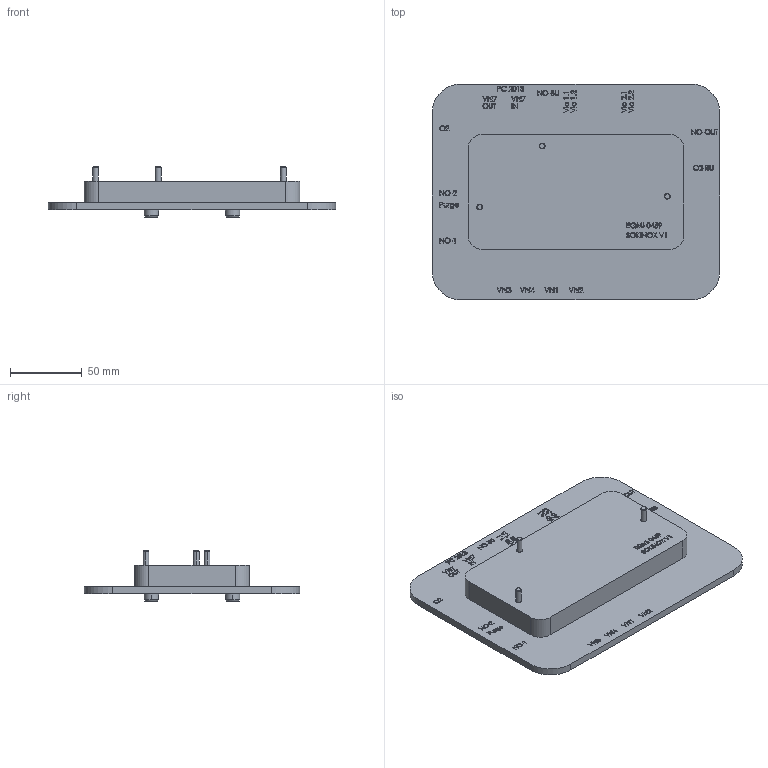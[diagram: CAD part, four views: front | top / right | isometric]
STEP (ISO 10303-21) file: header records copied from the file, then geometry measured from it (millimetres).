
FILE_DESCRIPTION (( 'STEP AP214' ), '1' );
FILE_NAME ('240325_C.STEP', '2024-05-31T11:10:58', ( '' ), ( '' ), 'SwSTEP 2.0', 'SolidWorks 2023', '' );
FILE_SCHEMA (( 'AUTOMOTIVE_DESIGN' ));
Length unit declared in the file: millimetre
Products named in the file (1): 240325_C
Bounding box: 200 x 150 x 35 mm (x, y, z)
Volume: 328877.9 mm3; surface area: 70401.4 mm2
Topology: 1 solids, 1 shells, 1204 faces, 3142 edges, 2090 vertices
Faces by surface type: plane 728, bspline 440, cylinder 22, cone 14
Entity records: 61435 total; most frequent: CARTESIAN_POINT 34757, ORIENTED_EDGE 6284, DIRECTION 3850, EDGE_CURVE 3142, VECTOR 2204, LINE 2204, VERTEX_POINT 2090, EDGE_LOOP 1354
